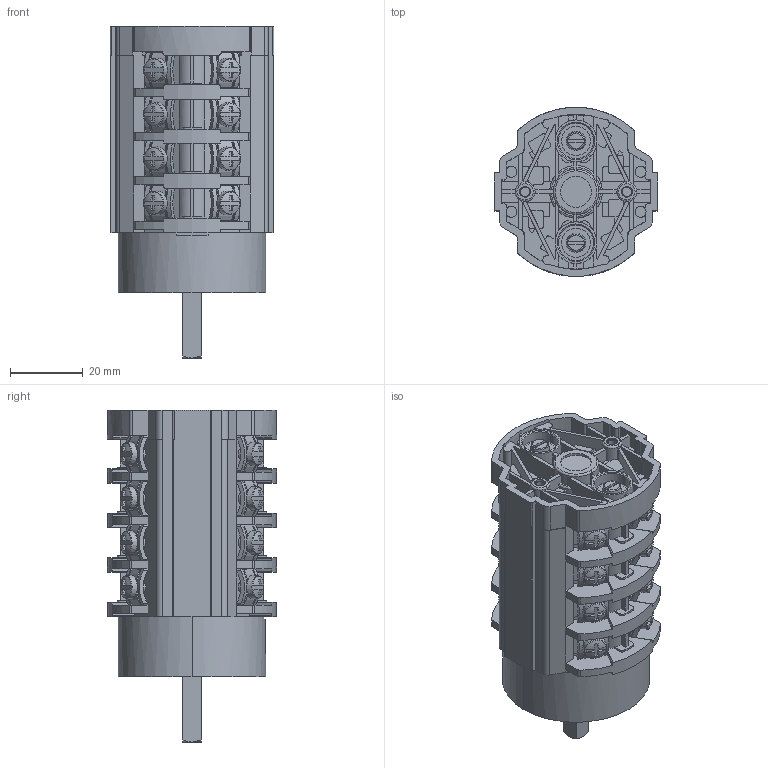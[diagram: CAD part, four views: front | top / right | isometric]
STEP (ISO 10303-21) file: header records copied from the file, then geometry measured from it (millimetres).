
FILE_DESCRIPTION((''),'2;1');
FILE_NAME('CAV2_12_26_4B_P_SW0001','2015-06-03T',('mangiapr'),(''),'PRO/ENGINEER BY PARAMETRIC TECHNOLOGY CORPORATION, 2011080','PRO/ENGINEER BY PARAMETRIC TECHNOLOGY CORPORATION, 2011080','');
FILE_SCHEMA(('CONFIG_CONTROL_DESIGN'));
Length unit declared in the file: millimetre
Products named in the file (1): CAV2_12_26_4B_P_SW0001
Bounding box: 45 x 46.5 x 91.3 mm (x, y, z)
Volume: 92748.8 mm3; surface area: 29445.3 mm2
Topology: 7 solids, 7 shells, 1922 faces, 5318 edges, 3447 vertices
Faces by surface type: plane 1028, cylinder 508, cone 232, torus 114, sphere 32, bspline 8
Entity records: 67848 total; most frequent: CARTESIAN_POINT 18771, ORIENTED_EDGE 10632, DIRECTION 9944, EDGE_CURVE 5316, AXIS2_PLACEMENT_3D 3466, VERTEX_POINT 3447, VECTOR 3012, LINE 3012
